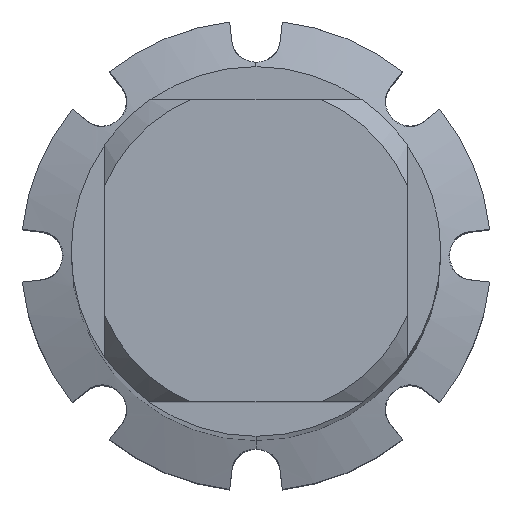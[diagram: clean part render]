
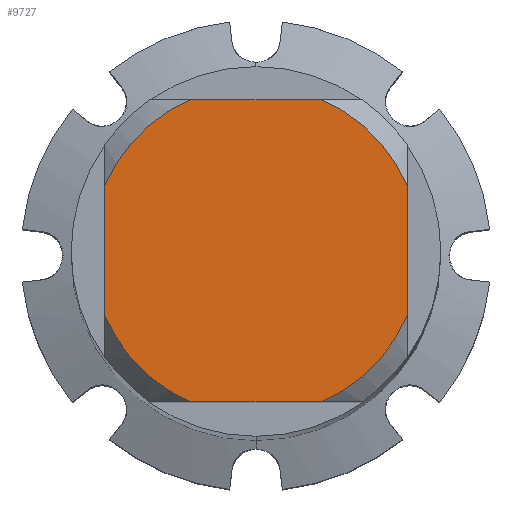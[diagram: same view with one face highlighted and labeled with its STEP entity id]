
A CAD part, top view. The second image highlights one B-rep face of the part: STEP entity #9727.
In plain terms, the highlighted planar face has unit normal (0, 0, 1).
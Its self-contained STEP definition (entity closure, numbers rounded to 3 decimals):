
#3883=EDGE_CURVE('',#5011,#6349,#11254,.T.);
#4769=EDGE_CURVE('',#8643,#6349,#12206,.T.);
#5011=VERTEX_POINT('',#12466);
#5067=EDGE_CURVE('',#10971,#9811,#12523,.T.);
#5591=VERTEX_POINT('',#13098);
#6349=VERTEX_POINT('',#13928);
#6745=EDGE_CURVE('',#5591,#9811,#14354,.T.);
#7547=VERTEX_POINT('',#15221);
#8403=EDGE_CURVE('',#5011,#7547,#16147,.T.);
#8643=VERTEX_POINT('',#16408);
#9727=ADVANCED_FACE('',(#17586),#17587,.T.);
#9769=EDGE_CURVE('',#8643,#11007,#17633,.T.);
#9811=VERTEX_POINT('',#17678);
#10397=EDGE_CURVE('',#10971,#7547,#18310,.T.);
#10403=EDGE_CURVE('',#5591,#11007,#18317,.T.);
#10971=VERTEX_POINT('',#18940);
#11007=VERTEX_POINT('',#18978);
#11254=LINE('',#19346,#19347);
#12206=CIRCLE('',#21118,4.9);
#12466=CARTESIAN_POINT('',(-4.5,1.939,0.0));
#12523=CIRCLE('',#21662,4.9);
#13098=CARTESIAN_POINT('',(4.5,-1.939,0.0));
#13928=CARTESIAN_POINT('',(-4.5,-1.939,0.0));
#14354=LINE('',#24889,#24890);
#15221=CARTESIAN_POINT('',(-1.939,4.5,0.0));
#16147=CIRCLE('',#28101,4.9);
#16408=CARTESIAN_POINT('',(-1.939,-4.5,0.0));
#17586=FACE_OUTER_BOUND('',#30792,.T.);
#17587=PLANE('',#30793);
#17633=LINE('',#30867,#30868);
#17678=CARTESIAN_POINT('',(4.5,1.939,0.0));
#18310=LINE('',#32070,#32071);
#18317=CIRCLE('',#32079,4.9);
#18940=CARTESIAN_POINT('',(1.939,4.5,0.0));
#18978=CARTESIAN_POINT('',(1.939,-4.5,0.0));
#19346=CARTESIAN_POINT('',(-4.5,1.225,0.0));
#19347=VECTOR('',#33502,1.0);
#21118=AXIS2_PLACEMENT_3D('',#34638,#34639,#34640);
#21662=AXIS2_PLACEMENT_3D('',#34919,#34920,#34921);
#24889=CARTESIAN_POINT('',(4.5,1.225,0.0));
#24890=VECTOR('',#36889,1.0);
#28101=AXIS2_PLACEMENT_3D('',#38615,#38616,#38617);
#30792=EDGE_LOOP('',(#40341,#40342,#40343,#40344,#40345,#40346,#40347,#40348));
#30793=AXIS2_PLACEMENT_3D('',#40349,#40350,#40351);
#30867=CARTESIAN_POINT('',(0.0,-4.5,0.0));
#30868=VECTOR('',#40429,1.0);
#32070=CARTESIAN_POINT('',(0.0,4.5,0.0));
#32071=VECTOR('',#41050,1.0);
#32079=AXIS2_PLACEMENT_3D('',#41059,#41060,#41061);
#33502=DIRECTION('',(-0.0,-1.0,0.0));
#34638=CARTESIAN_POINT('',(0.0,0.0,0.0));
#34639=DIRECTION('',(0.0,0.0,-1.0));
#34640=DIRECTION('',(0.0,1.0,0.0));
#34919=CARTESIAN_POINT('',(0.0,0.0,0.0));
#34920=DIRECTION('',(0.0,0.0,-1.0));
#34921=DIRECTION('',(0.0,1.0,0.0));
#36889=DIRECTION('',(-0.0,1.0,0.0));
#38615=CARTESIAN_POINT('',(0.0,0.0,0.0));
#38616=DIRECTION('',(0.0,0.0,-1.0));
#38617=DIRECTION('',(0.0,1.0,0.0));
#40341=ORIENTED_EDGE('',*,*,#3883,.T.);
#40342=ORIENTED_EDGE('',*,*,#4769,.F.);
#40343=ORIENTED_EDGE('',*,*,#9769,.T.);
#40344=ORIENTED_EDGE('',*,*,#10403,.F.);
#40345=ORIENTED_EDGE('',*,*,#6745,.T.);
#40346=ORIENTED_EDGE('',*,*,#5067,.F.);
#40347=ORIENTED_EDGE('',*,*,#10397,.T.);
#40348=ORIENTED_EDGE('',*,*,#8403,.F.);
#40349=CARTESIAN_POINT('',(0.0,2.45,0.0));
#40350=DIRECTION('',(-0.0,0.0,1.0));
#40351=DIRECTION('',(0.0,-1.0,0.0));
#40429=DIRECTION('',(1.0,0.0,0.0));
#41050=DIRECTION('',(-1.0,0.0,0.0));
#41059=CARTESIAN_POINT('',(0.0,0.0,0.0));
#41060=DIRECTION('',(0.0,0.0,-1.0));
#41061=DIRECTION('',(0.0,1.0,0.0));
